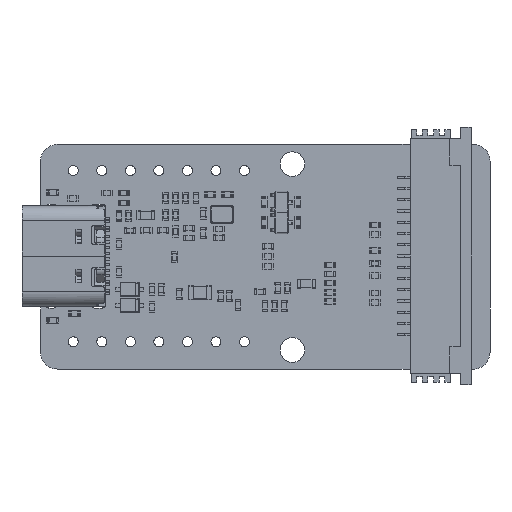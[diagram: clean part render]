
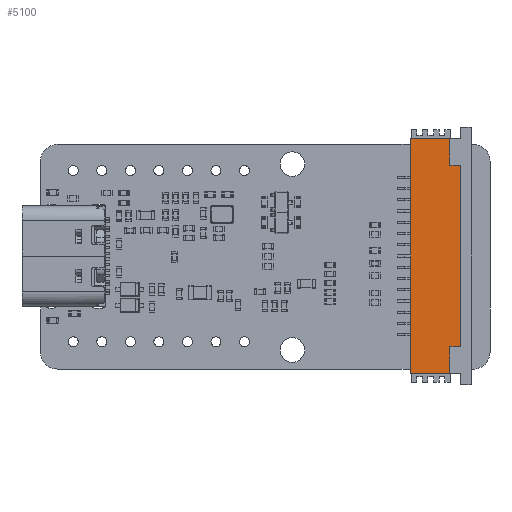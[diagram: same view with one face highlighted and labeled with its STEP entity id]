
A CAD part, front view. The second image highlights one B-rep face of the part: STEP entity #5100.
In plain terms, the highlighted face is planar.
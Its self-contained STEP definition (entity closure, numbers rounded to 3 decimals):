
#611 = ORIENTED_EDGE ( 'NONE', *, *, #12515, .F. ) ;
#1625 = EDGE_CURVE ( 'NONE', #42400, #31266, #53089, .T. ) ;
#1685 = VECTOR ( 'NONE', #18240, 1000. ) ;
#2149 = EDGE_CURVE ( 'NONE', #25011, #3239, #36313, .T. ) ;
#2607 = CARTESIAN_POINT ( 'NONE',  ( -10.435, -2.7, 2.56 ) ) ;
#3239 = VERTEX_POINT ( 'NONE', #5635 ) ;
#4681 = DIRECTION ( 'NONE',  ( 0., 0., 1. ) ) ;
#5100 = ADVANCED_FACE ( 'NONE', ( #45001 ), #7432, .T. ) ;
#5635 = CARTESIAN_POINT ( 'NONE',  ( -8.09, -3.65, 2.56 ) ) ;
#7432 = PLANE ( 'NONE',  #52852 ) ;
#7550 = VERTEX_POINT ( 'NONE', #26904 ) ;
#8182 = CARTESIAN_POINT ( 'NONE',  ( 10.435, -2.7, 2.56 ) ) ;
#8258 = VECTOR ( 'NONE', #20176, 1000. ) ;
#8337 = VECTOR ( 'NONE', #53028, 1000. ) ;
#9643 = ORIENTED_EDGE ( 'NONE', *, *, #44647, .T. ) ;
#9998 = CARTESIAN_POINT ( 'NONE',  ( 0., 0.8, 2.56 ) ) ;
#10159 = EDGE_CURVE ( 'NONE', #7550, #16243, #52727, .T. ) ;
#12003 = CARTESIAN_POINT ( 'NONE',  ( 8.09, -3.65, 2.56 ) ) ;
#12296 = CARTESIAN_POINT ( 'NONE',  ( -10.435, 0.8, 2.56 ) ) ;
#12515 = EDGE_CURVE ( 'NONE', #21704, #7550, #17167, .T. ) ;
#13010 = CARTESIAN_POINT ( 'NONE',  ( -8.09, -3.65, 2.56 ) ) ;
#14383 = VERTEX_POINT ( 'NONE', #12003 ) ;
#15259 = CARTESIAN_POINT ( 'NONE',  ( -10.435, 0.8, 2.56 ) ) ;
#16243 = VERTEX_POINT ( 'NONE', #38255 ) ;
#16488 = VECTOR ( 'NONE', #37316, 1000. ) ;
#17167 = B_SPLINE_CURVE_WITH_KNOTS ( 'NONE', 1,
 ( #40031, #23545 ),
 .UNSPECIFIED., .F., .F.,
 ( 2, 2 ),
 ( 0., 10.435 ),
 .UNSPECIFIED. ) ;
#17564 = EDGE_CURVE ( 'NONE', #31266, #25011, #41454, .T. ) ;
#18240 = DIRECTION ( 'NONE',  ( -1., 0., 0. ) ) ;
#19040 = CARTESIAN_POINT ( 'NONE',  ( -8.09, -1.75, 2.56 ) ) ;
#20176 = DIRECTION ( 'NONE',  ( 0., -1., 0. ) ) ;
#20286 = ORIENTED_EDGE ( 'NONE', *, *, #2149, .T. ) ;
#20477 = VERTEX_POINT ( 'NONE', #30435 ) ;
#21364 = DIRECTION ( 'NONE',  ( 0., -1., 0. ) ) ;
#21704 = VERTEX_POINT ( 'NONE', #45903 ) ;
#23545 = CARTESIAN_POINT ( 'NONE',  ( 10.435, 0.8, 2.56 ) ) ;
#24882 = VECTOR ( 'NONE', #38688, 1000. ) ;
#25011 = VERTEX_POINT ( 'NONE', #29405 ) ;
#25242 = LINE ( 'NONE', #50763, #24882 ) ;
#25398 = CARTESIAN_POINT ( 'NONE',  ( 10.435, 0.8, 2.56 ) ) ;
#25606 = DIRECTION ( 'NONE',  ( 1., 0., 0. ) ) ;
#26213 = CARTESIAN_POINT ( 'NONE',  ( 10.435, -2.7, 2.56 ) ) ;
#26904 = CARTESIAN_POINT ( 'NONE',  ( 10.435, 0.8, 2.56 ) ) ;
#27046 = ORIENTED_EDGE ( 'NONE', *, *, #1625, .T. ) ;
#28262 = ORIENTED_EDGE ( 'NONE', *, *, #10159, .F. ) ;
#29405 = CARTESIAN_POINT ( 'NONE',  ( -8.09, -2.7, 2.56 ) ) ;
#30435 = CARTESIAN_POINT ( 'NONE',  ( 8.09, -2.7, 2.56 ) ) ;
#31266 = VERTEX_POINT ( 'NONE', #2607 ) ;
#31737 = EDGE_CURVE ( 'NONE', #16243, #20477, #52635, .T. ) ;
#33858 = LINE ( 'NONE', #13010, #39629 ) ;
#35434 = EDGE_CURVE ( 'NONE', #14383, #20477, #25242, .T. ) ;
#35555 = ORIENTED_EDGE ( 'NONE', *, *, #31737, .F. ) ;
#36313 = LINE ( 'NONE', #19040, #8337 ) ;
#36353 = ORIENTED_EDGE ( 'NONE', *, *, #35434, .T. ) ;
#37316 = DIRECTION ( 'NONE',  ( 1., 0., 0. ) ) ;
#38255 = CARTESIAN_POINT ( 'NONE',  ( 10.435, -2.7, 2.56 ) ) ;
#38688 = DIRECTION ( 'NONE',  ( 0., 1., 0. ) ) ;
#39080 = LINE ( 'NONE', #9998, #1685 ) ;
#39629 = VECTOR ( 'NONE', #25606, 1000. ) ;
#40031 = CARTESIAN_POINT ( 'NONE',  ( 0., 0.8, 2.56 ) ) ;
#40890 = CARTESIAN_POINT ( 'NONE',  ( -0.45, -1.271, 2.56 ) ) ;
#41454 = LINE ( 'NONE', #41717, #16488 ) ;
#41717 = CARTESIAN_POINT ( 'NONE',  ( -10.435, -2.7, 2.56 ) ) ;
#42400 = VERTEX_POINT ( 'NONE', #12296 ) ;
#43187 = ORIENTED_EDGE ( 'NONE', *, *, #52270, .T. ) ;
#44647 = EDGE_CURVE ( 'NONE', #21704, #42400, #39080, .T. ) ;
#45001 = FACE_OUTER_BOUND ( 'NONE', #53516, .T. ) ;
#45903 = CARTESIAN_POINT ( 'NONE',  ( 0., 0.8, 2.56 ) ) ;
#48621 = ORIENTED_EDGE ( 'NONE', *, *, #17564, .T. ) ;
#49038 = CARTESIAN_POINT ( 'NONE',  ( 8.09, -2.7, 2.56 ) ) ;
#50763 = CARTESIAN_POINT ( 'NONE',  ( 8.09, -3.65, 2.56 ) ) ;
#52270 = EDGE_CURVE ( 'NONE', #3239, #14383, #33858, .T. ) ;
#52635 = B_SPLINE_CURVE_WITH_KNOTS ( 'NONE', 1,
 ( #8182, #49038 ),
 .UNSPECIFIED., .F., .F.,
 ( 2, 2 ),
 ( 0., 2.345 ),
 .UNSPECIFIED. ) ;
#52727 = B_SPLINE_CURVE_WITH_KNOTS ( 'NONE', 1,
 ( #25398, #26213 ),
 .UNSPECIFIED., .F., .F.,
 ( 2, 2 ),
 ( 0., 3.5 ),
 .UNSPECIFIED. ) ;
#52852 = AXIS2_PLACEMENT_3D ( 'NONE', #40890, #4681, #21364 ) ;
#53028 = DIRECTION ( 'NONE',  ( 0., -1., 0. ) ) ;
#53089 = LINE ( 'NONE', #15259, #8258 ) ;
#53516 = EDGE_LOOP ( 'NONE', ( #611, #9643, #27046, #48621, #20286, #43187, #36353, #35555, #28262 ) ) ;
